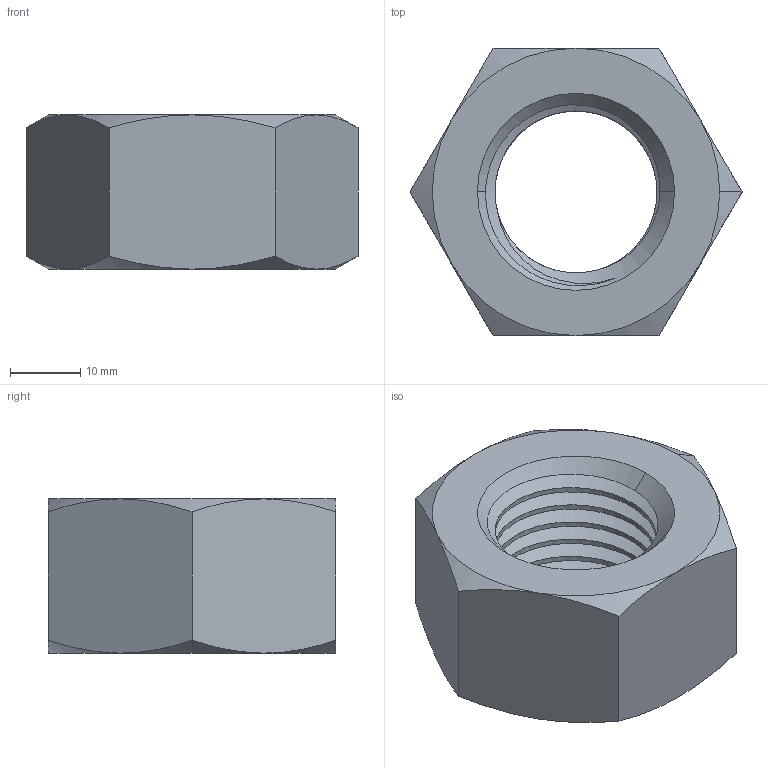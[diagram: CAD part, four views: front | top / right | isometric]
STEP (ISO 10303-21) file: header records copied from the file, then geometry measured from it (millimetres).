
FILE_DESCRIPTION (( 'STEP AP214' ), '1' );
FILE_NAME ('M27 Nut.STEP', '2019-05-01T13:50:29', ( '' ), ( '' ), 'SwSTEP 2.0', 'SolidWorks 2018', '' );
FILE_SCHEMA (( 'AUTOMOTIVE_DESIGN' ));
Length unit declared in the file: millimetre
Products named in the file (1): M27 Nut
Bounding box: 47.34 x 41 x 22 mm (x, y, z)
Volume: 21140.1 mm3; surface area: 7622.4 mm2
Topology: 1 solids, 1 shells, 42 faces, 105 edges, 65 vertices
Faces by surface type: cone 19, cylinder 13, plane 8, bspline 2
Entity records: 2628 total; most frequent: CARTESIAN_POINT 1725, ORIENTED_EDGE 210, DIRECTION 149, EDGE_CURVE 105, VERTEX_POINT 65, AXIS2_PLACEMENT_3D 62, EDGE_LOOP 44, ADVANCED_FACE 42
